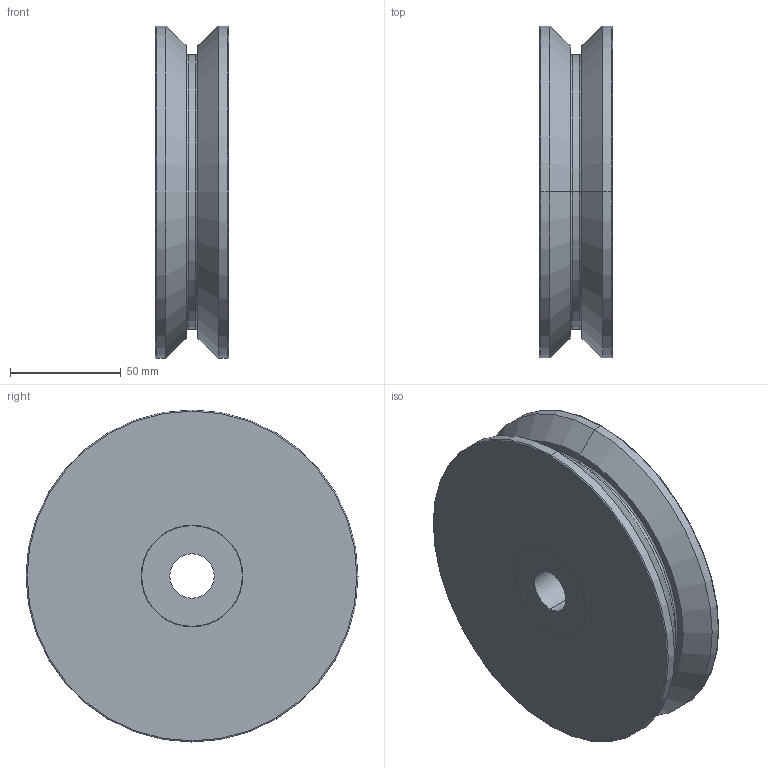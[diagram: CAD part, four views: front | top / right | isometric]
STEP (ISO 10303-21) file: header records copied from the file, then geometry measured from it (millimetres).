
FILE_DESCRIPTION (( 'STEP AP214' ), '1' );
FILE_NAME ('5229-V Groove Nylon Wheel 150mm dia 800kg.STEP', '2025-10-06T01:14:47', ( '' ), ( '' ), 'SwSTEP 2.0', 'SolidWorks 2025', '' );
FILE_SCHEMA (( 'AUTOMOTIVE_DESIGN' ));
Length unit declared in the file: millimetre
Products named in the file (1): 5229-V Groove Nylon Wheel 150mm dia 800kg
Bounding box: 33 x 150 x 150 mm (x, y, z)
Volume: 506175.7 mm3; surface area: 57448.1 mm2
Topology: 1 solids, 1 shells, 34 faces, 68 edges, 40 vertices
Faces by surface type: torus 12, cylinder 12, plane 6, cone 4
Entity records: 923 total; most frequent: DIRECTION 190, CARTESIAN_POINT 143, ORIENTED_EDGE 136, AXIS2_PLACEMENT_3D 87, EDGE_CURVE 68, CIRCLE 52, VERTEX_POINT 40, EDGE_LOOP 40
